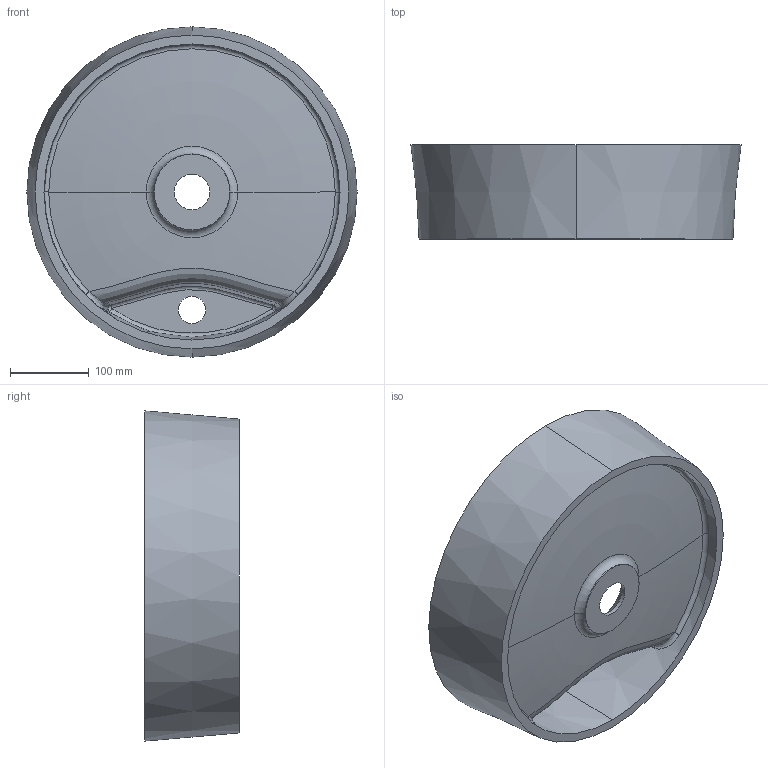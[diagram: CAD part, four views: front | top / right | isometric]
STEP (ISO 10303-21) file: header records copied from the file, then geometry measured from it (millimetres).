
FILE_DESCRIPTION (( 'STEP AP214' ), '1' );
FILE_NAME ('Country.STEP', '2019-10-03T06:44:01', ( '' ), ( '' ), 'SwSTEP 2.0', 'SolidWorks 2018', '' );
FILE_SCHEMA (( 'AUTOMOTIVE_DESIGN' ));
Length unit declared in the file: millimetre
Products named in the file (1): Country
Bounding box: 420 x 120 x 420 mm (x, y, z)
Volume: 3355406.8 mm3; surface area: 569441.3 mm2
Topology: 1 solids, 1 shells, 54 faces, 123 edges, 70 vertices
Faces by surface type: bspline 20, torus 13, cone 10, plane 5, cylinder 4, sphere 2
Entity records: 3482 total; most frequent: CARTESIAN_POINT 2350, ORIENTED_EDGE 242, DIRECTION 218, EDGE_CURVE 121, AXIS2_PLACEMENT_3D 102, VERTEX_POINT 70, CIRCLE 67, EDGE_LOOP 59
